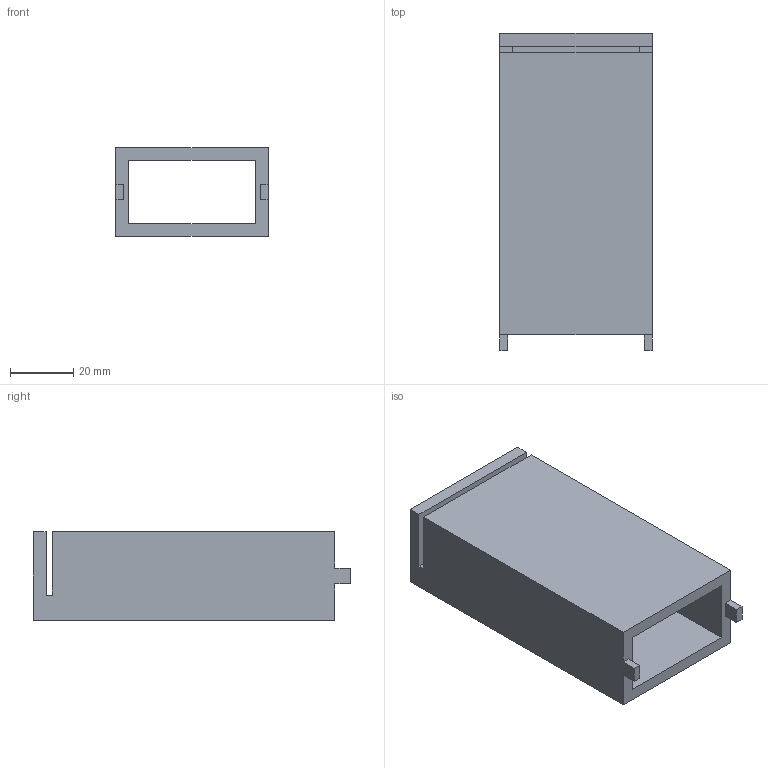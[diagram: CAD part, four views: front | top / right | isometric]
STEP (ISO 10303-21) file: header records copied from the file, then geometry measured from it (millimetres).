
FILE_DESCRIPTION (( 'STEP AP203' ), '1' );
FILE_NAME ('eraser tube (top).STEP', '2025-04-28T03:27:43', ( '' ), ( '' ), 'SwSTEP 2.0', 'SolidWorks 2024', '' );
FILE_SCHEMA (( 'CONFIG_CONTROL_DESIGN' ));
Length unit declared in the file: millimetre
Products named in the file (1): eraser tube (top)
Bounding box: 48 x 100 x 28 mm (x, y, z)
Volume: 51165 mm3; surface area: 27414 mm2
Topology: 1 solids, 1 shells, 24 faces, 72 edges, 48 vertices
Faces by surface type: plane 24
Entity records: 881 total; most frequent: CARTESIAN_POINT 145, ORIENTED_EDGE 144, DIRECTION 122, VECTOR 72, LINE 72, EDGE_CURVE 72, VERTEX_POINT 48, EDGE_LOOP 26
